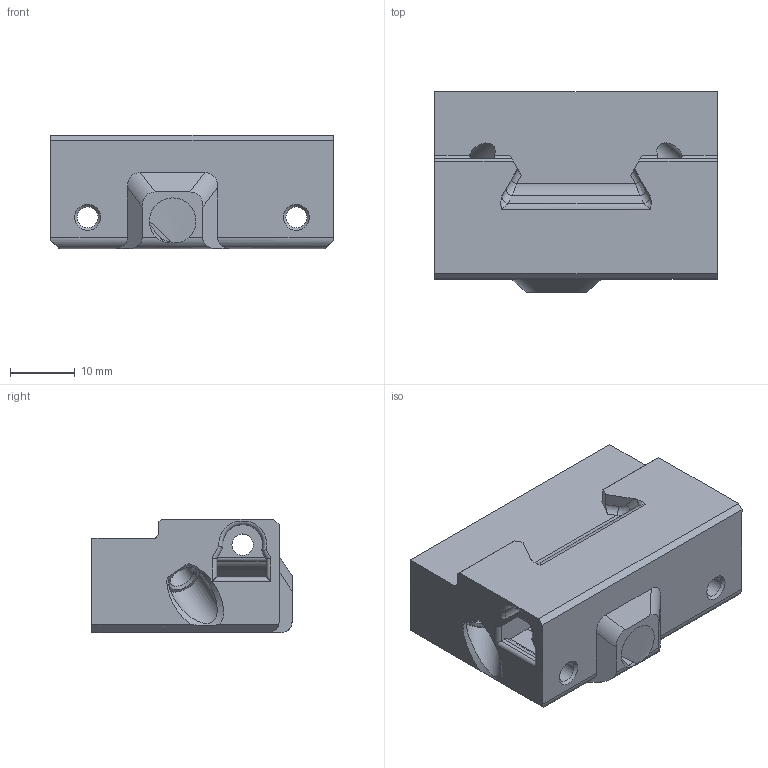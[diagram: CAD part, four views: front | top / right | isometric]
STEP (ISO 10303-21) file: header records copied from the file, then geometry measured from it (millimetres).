
FILE_DESCRIPTION(/* description */ (''),/* implementation_level */ '2;1');
FILE_NAME(/* name */ 'KUSBA X Tensioner Main Body.step',/* time_stamp */ '2024-01-23T05:15:07-06:00',/* author */ (''),/* organization */ (''),/* preprocessor_version */ 'ST-DEVELOPER v20',/* originating_system */ 'Autodesk Translation Framework v12.14.0.127',/* authorisation */ '');
FILE_SCHEMA (('AUTOMOTIVE_DESIGN { 1 0 10303 214 3 1 1 }'));
Length unit declared in the file: millimetre
Products named in the file (1): X Tensioner Main Body - KUSBA
Bounding box: 43.46 x 30.79 x 17.47 mm (x, y, z)
Volume: 16594.2 mm3; surface area: 7467.1 mm2
Topology: 1 solids, 1 shells, 119 faces, 326 edges, 211 vertices
Faces by surface type: cylinder 51, plane 50, cone 10, bspline 7, torus 1
Full cylindrical faces by diameter (mm): 2.9 x2, 3.2 x4, 3.3 x1, 4 x2, 4.5 x2
Entity records: 4559 total; most frequent: CARTESIAN_POINT 1448, ORIENTED_EDGE 652, DIRECTION 639, EDGE_CURVE 326, AXIS2_PLACEMENT_3D 230, VERTEX_POINT 211, LINE 179, VECTOR 179
